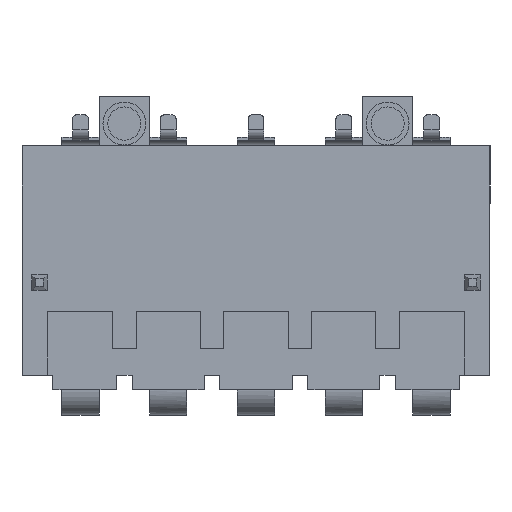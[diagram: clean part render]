
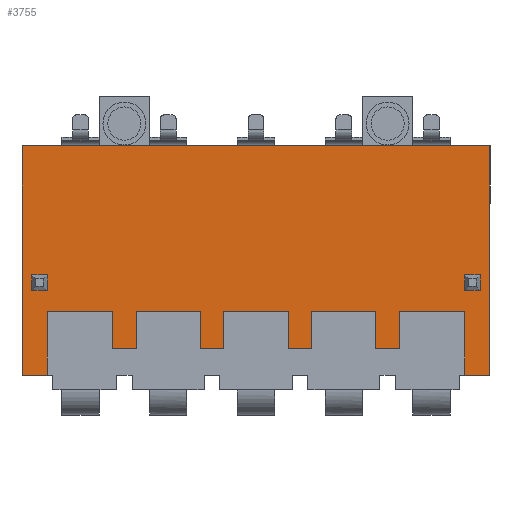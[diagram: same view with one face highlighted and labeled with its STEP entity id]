
A CAD part, left-side view. The second image highlights one B-rep face of the part: STEP entity #3755.
In plain terms, the highlighted planar face has unit normal (-1, 0, 0).
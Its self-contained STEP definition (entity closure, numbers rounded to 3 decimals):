
#3727=AXIS2_PLACEMENT_3D('Plane Axis2P3D',#3724,#3725,#3726) ;
#43=CARTESIAN_POINT('Vertex',(2.105,0.,13.8)) ;
#46=CARTESIAN_POINT('Line Origine',(2.105,0.,7.925)) ;
#50=CARTESIAN_POINT('Vertex',(2.105,0.,2.05)) ;
#126=CARTESIAN_POINT('Vertex',(2.105,22.705,2.05)) ;
#129=CARTESIAN_POINT('Line Origine',(2.105,23.352,2.05)) ;
#133=CARTESIAN_POINT('Vertex',(2.105,24.,2.05)) ;
#177=CARTESIAN_POINT('Vertex',(2.105,22.705,5.3)) ;
#180=CARTESIAN_POINT('Line Origine',(2.105,22.705,3.675)) ;
#198=CARTESIAN_POINT('Line Origine',(2.105,21.03,5.3)) ;
#202=CARTESIAN_POINT('Vertex',(2.105,19.355,5.3)) ;
#257=CARTESIAN_POINT('Vertex',(2.105,19.355,3.4)) ;
#260=CARTESIAN_POINT('Line Origine',(2.105,19.355,4.35)) ;
#284=CARTESIAN_POINT('Vertex',(2.105,18.145,3.4)) ;
#298=CARTESIAN_POINT('Vertex',(2.105,18.145,5.3)) ;
#301=CARTESIAN_POINT('Line Origine',(2.105,18.145,4.35)) ;
#314=CARTESIAN_POINT('Line Origine',(2.105,16.5,5.3)) ;
#318=CARTESIAN_POINT('Vertex',(2.105,14.855,5.3)) ;
#373=CARTESIAN_POINT('Vertex',(2.105,14.855,3.4)) ;
#376=CARTESIAN_POINT('Line Origine',(2.105,14.855,4.35)) ;
#400=CARTESIAN_POINT('Vertex',(2.105,13.645,3.4)) ;
#414=CARTESIAN_POINT('Vertex',(2.105,13.645,5.3)) ;
#417=CARTESIAN_POINT('Line Origine',(2.105,13.645,4.35)) ;
#430=CARTESIAN_POINT('Line Origine',(2.105,12.,5.3)) ;
#434=CARTESIAN_POINT('Vertex',(2.105,10.355,5.3)) ;
#489=CARTESIAN_POINT('Vertex',(2.105,10.355,3.4)) ;
#492=CARTESIAN_POINT('Line Origine',(2.105,10.355,4.35)) ;
#516=CARTESIAN_POINT('Vertex',(2.105,9.145,3.4)) ;
#530=CARTESIAN_POINT('Vertex',(2.105,9.145,5.3)) ;
#533=CARTESIAN_POINT('Line Origine',(2.105,9.145,4.35)) ;
#546=CARTESIAN_POINT('Line Origine',(2.105,7.5,5.3)) ;
#550=CARTESIAN_POINT('Vertex',(2.105,5.855,5.3)) ;
#605=CARTESIAN_POINT('Vertex',(2.105,5.855,3.4)) ;
#608=CARTESIAN_POINT('Line Origine',(2.105,5.855,4.35)) ;
#632=CARTESIAN_POINT('Vertex',(2.105,4.645,3.4)) ;
#646=CARTESIAN_POINT('Vertex',(2.105,4.645,5.3)) ;
#649=CARTESIAN_POINT('Line Origine',(2.105,4.645,4.35)) ;
#682=CARTESIAN_POINT('Vertex',(2.105,1.295,5.3)) ;
#685=CARTESIAN_POINT('Line Origine',(2.105,2.97,5.3)) ;
#733=CARTESIAN_POINT('Line Origine',(2.105,0.648,2.05)) ;
#737=CARTESIAN_POINT('Vertex',(2.105,1.295,2.05)) ;
#3596=CARTESIAN_POINT('Line Origine',(2.105,1.295,3.675)) ;
#3609=CARTESIAN_POINT('Line Origine',(2.105,5.25,3.4)) ;
#3624=CARTESIAN_POINT('Line Origine',(2.105,9.75,3.4)) ;
#3639=CARTESIAN_POINT('Line Origine',(2.105,14.25,3.4)) ;
#3654=CARTESIAN_POINT('Line Origine',(2.105,18.75,3.4)) ;
#3678=CARTESIAN_POINT('Vertex',(2.105,24.,13.8)) ;
#3681=CARTESIAN_POINT('Line Origine',(2.105,12.,13.8)) ;
#3711=CARTESIAN_POINT('Line Origine',(2.105,24.,7.925)) ;
#3724=CARTESIAN_POINT('Axis2P3D Location',(2.105,12.,3.5)) ;
#47=DIRECTION('Vector Direction',(0.,0.,1.)) ;
#130=DIRECTION('Vector Direction',(0.,-1.,0.)) ;
#181=DIRECTION('Vector Direction',(0.,0.,1.)) ;
#199=DIRECTION('Vector Direction',(0.,-1.,0.)) ;
#261=DIRECTION('Vector Direction',(0.,0.,-1.)) ;
#302=DIRECTION('Vector Direction',(0.,0.,1.)) ;
#315=DIRECTION('Vector Direction',(0.,1.,0.)) ;
#377=DIRECTION('Vector Direction',(0.,0.,-1.)) ;
#418=DIRECTION('Vector Direction',(0.,0.,1.)) ;
#431=DIRECTION('Vector Direction',(0.,-1.,0.)) ;
#493=DIRECTION('Vector Direction',(0.,0.,-1.)) ;
#534=DIRECTION('Vector Direction',(0.,0.,1.)) ;
#547=DIRECTION('Vector Direction',(0.,-1.,0.)) ;
#609=DIRECTION('Vector Direction',(0.,0.,-1.)) ;
#650=DIRECTION('Vector Direction',(0.,0.,1.)) ;
#686=DIRECTION('Vector Direction',(0.,1.,0.)) ;
#734=DIRECTION('Vector Direction',(0.,-1.,0.)) ;
#3597=DIRECTION('Vector Direction',(0.,0.,-1.)) ;
#3610=DIRECTION('Vector Direction',(0.,1.,0.)) ;
#3625=DIRECTION('Vector Direction',(0.,1.,0.)) ;
#3640=DIRECTION('Vector Direction',(0.,1.,0.)) ;
#3655=DIRECTION('Vector Direction',(0.,1.,0.)) ;
#3682=DIRECTION('Vector Direction',(0.,-1.,0.)) ;
#3712=DIRECTION('Vector Direction',(0.,0.,1.)) ;
#3725=DIRECTION('Axis2P3D Direction',(-1.,0.,0.)) ;
#3726=DIRECTION('Axis2P3D XDirection',(0.,1.,0.)) ;
#48=VECTOR('Line Direction',#47,1.) ;
#131=VECTOR('Line Direction',#130,1.) ;
#182=VECTOR('Line Direction',#181,1.) ;
#200=VECTOR('Line Direction',#199,1.) ;
#262=VECTOR('Line Direction',#261,1.) ;
#303=VECTOR('Line Direction',#302,1.) ;
#316=VECTOR('Line Direction',#315,1.) ;
#378=VECTOR('Line Direction',#377,1.) ;
#419=VECTOR('Line Direction',#418,1.) ;
#432=VECTOR('Line Direction',#431,1.) ;
#494=VECTOR('Line Direction',#493,1.) ;
#535=VECTOR('Line Direction',#534,1.) ;
#548=VECTOR('Line Direction',#547,1.) ;
#610=VECTOR('Line Direction',#609,1.) ;
#651=VECTOR('Line Direction',#650,1.) ;
#687=VECTOR('Line Direction',#686,1.) ;
#735=VECTOR('Line Direction',#734,1.) ;
#3598=VECTOR('Line Direction',#3597,1.) ;
#3611=VECTOR('Line Direction',#3610,1.) ;
#3626=VECTOR('Line Direction',#3625,1.) ;
#3641=VECTOR('Line Direction',#3640,1.) ;
#3656=VECTOR('Line Direction',#3655,1.) ;
#3683=VECTOR('Line Direction',#3682,1.) ;
#3713=VECTOR('Line Direction',#3712,1.) ;
#3730=ORIENTED_EDGE('',*,*,#3715,.F.) ;
#3731=ORIENTED_EDGE('',*,*,#135,.T.) ;
#3732=ORIENTED_EDGE('',*,*,#184,.T.) ;
#3733=ORIENTED_EDGE('',*,*,#204,.T.) ;
#3734=ORIENTED_EDGE('',*,*,#264,.T.) ;
#3735=ORIENTED_EDGE('',*,*,#3658,.F.) ;
#3736=ORIENTED_EDGE('',*,*,#305,.T.) ;
#3737=ORIENTED_EDGE('',*,*,#320,.T.) ;
#3738=ORIENTED_EDGE('',*,*,#380,.T.) ;
#3739=ORIENTED_EDGE('',*,*,#3643,.F.) ;
#3740=ORIENTED_EDGE('',*,*,#421,.T.) ;
#3741=ORIENTED_EDGE('',*,*,#436,.T.) ;
#3742=ORIENTED_EDGE('',*,*,#496,.T.) ;
#3743=ORIENTED_EDGE('',*,*,#3628,.F.) ;
#3744=ORIENTED_EDGE('',*,*,#537,.T.) ;
#3745=ORIENTED_EDGE('',*,*,#552,.T.) ;
#3746=ORIENTED_EDGE('',*,*,#612,.T.) ;
#3747=ORIENTED_EDGE('',*,*,#3613,.F.) ;
#3748=ORIENTED_EDGE('',*,*,#653,.T.) ;
#3749=ORIENTED_EDGE('',*,*,#689,.T.) ;
#3750=ORIENTED_EDGE('',*,*,#3600,.F.) ;
#3751=ORIENTED_EDGE('',*,*,#739,.T.) ;
#3752=ORIENTED_EDGE('',*,*,#52,.T.) ;
#3753=ORIENTED_EDGE('',*,*,#3685,.F.) ;
#3755=ADVANCED_FACE('GEHAEUSE',(#3754),#3728,.T.) ;
#52=EDGE_CURVE('',#51,#44,#49,.T.) ;
#135=EDGE_CURVE('',#134,#127,#132,.T.) ;
#184=EDGE_CURVE('',#127,#178,#183,.T.) ;
#204=EDGE_CURVE('',#178,#203,#201,.T.) ;
#264=EDGE_CURVE('',#203,#258,#263,.T.) ;
#305=EDGE_CURVE('',#285,#299,#304,.T.) ;
#320=EDGE_CURVE('',#299,#319,#317,.F.) ;
#380=EDGE_CURVE('',#319,#374,#379,.T.) ;
#421=EDGE_CURVE('',#401,#415,#420,.T.) ;
#436=EDGE_CURVE('',#415,#435,#433,.T.) ;
#496=EDGE_CURVE('',#435,#490,#495,.T.) ;
#537=EDGE_CURVE('',#517,#531,#536,.T.) ;
#552=EDGE_CURVE('',#531,#551,#549,.T.) ;
#612=EDGE_CURVE('',#551,#606,#611,.T.) ;
#653=EDGE_CURVE('',#633,#647,#652,.T.) ;
#689=EDGE_CURVE('',#647,#683,#688,.F.) ;
#739=EDGE_CURVE('',#738,#51,#736,.T.) ;
#3600=EDGE_CURVE('',#738,#683,#3599,.F.) ;
#3613=EDGE_CURVE('',#633,#606,#3612,.T.) ;
#3628=EDGE_CURVE('',#517,#490,#3627,.T.) ;
#3643=EDGE_CURVE('',#401,#374,#3642,.T.) ;
#3658=EDGE_CURVE('',#285,#258,#3657,.T.) ;
#3685=EDGE_CURVE('',#3679,#44,#3684,.T.) ;
#3715=EDGE_CURVE('',#134,#3679,#3714,.T.) ;
#3729=EDGE_LOOP('',(#3730,#3731,#3732,#3733,#3734,#3735,#3736,#3737,#3738,#3739,#3740,#3741,#3742,#3743,#3744,#3745,#3746,#3747,#3748,#3749,#3750,#3751,#3752,#3753)) ;
#3754=FACE_OUTER_BOUND('',#3729,.T.) ;
#49=LINE('Line',#46,#48) ;
#132=LINE('Line',#129,#131) ;
#183=LINE('Line',#180,#182) ;
#201=LINE('Line',#198,#200) ;
#263=LINE('Line',#260,#262) ;
#304=LINE('Line',#301,#303) ;
#317=LINE('Line',#314,#316) ;
#379=LINE('Line',#376,#378) ;
#420=LINE('Line',#417,#419) ;
#433=LINE('Line',#430,#432) ;
#495=LINE('Line',#492,#494) ;
#536=LINE('Line',#533,#535) ;
#549=LINE('Line',#546,#548) ;
#611=LINE('Line',#608,#610) ;
#652=LINE('Line',#649,#651) ;
#688=LINE('Line',#685,#687) ;
#736=LINE('Line',#733,#735) ;
#3599=LINE('Line',#3596,#3598) ;
#3612=LINE('Line',#3609,#3611) ;
#3627=LINE('Line',#3624,#3626) ;
#3642=LINE('Line',#3639,#3641) ;
#3657=LINE('Line',#3654,#3656) ;
#3684=LINE('Line',#3681,#3683) ;
#3714=LINE('Line',#3711,#3713) ;
#3728=PLANE('',#3727) ;
#44=VERTEX_POINT('',#43) ;
#51=VERTEX_POINT('',#50) ;
#127=VERTEX_POINT('',#126) ;
#134=VERTEX_POINT('',#133) ;
#178=VERTEX_POINT('',#177) ;
#203=VERTEX_POINT('',#202) ;
#258=VERTEX_POINT('',#257) ;
#285=VERTEX_POINT('',#284) ;
#299=VERTEX_POINT('',#298) ;
#319=VERTEX_POINT('',#318) ;
#374=VERTEX_POINT('',#373) ;
#401=VERTEX_POINT('',#400) ;
#415=VERTEX_POINT('',#414) ;
#435=VERTEX_POINT('',#434) ;
#490=VERTEX_POINT('',#489) ;
#517=VERTEX_POINT('',#516) ;
#531=VERTEX_POINT('',#530) ;
#551=VERTEX_POINT('',#550) ;
#606=VERTEX_POINT('',#605) ;
#633=VERTEX_POINT('',#632) ;
#647=VERTEX_POINT('',#646) ;
#683=VERTEX_POINT('',#682) ;
#738=VERTEX_POINT('',#737) ;
#3679=VERTEX_POINT('',#3678) ;
